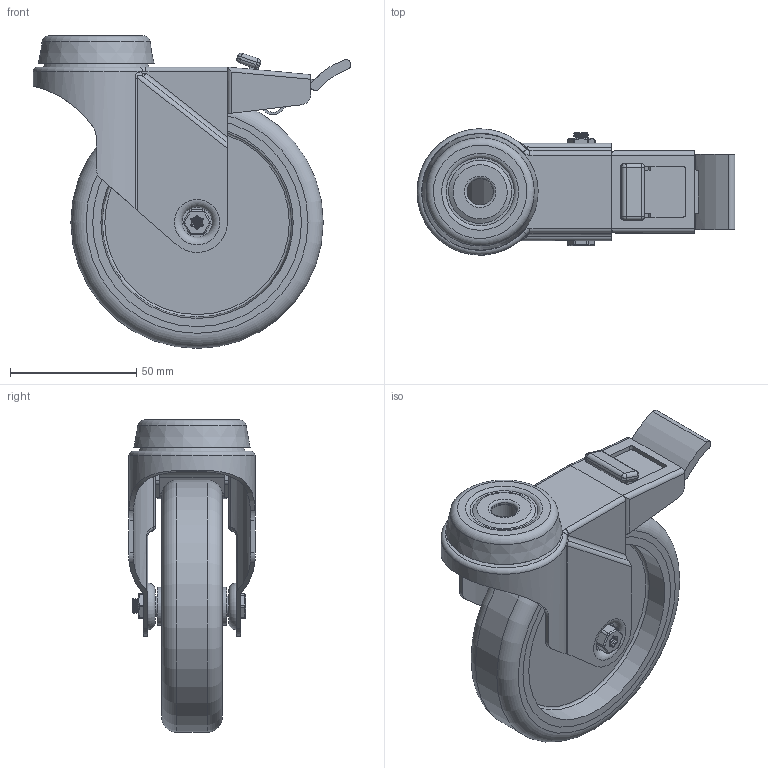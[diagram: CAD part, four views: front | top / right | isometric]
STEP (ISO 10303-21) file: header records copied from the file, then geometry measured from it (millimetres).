
FILE_DESCRIPTION(/* description */ ('','CAx-IF Rec.Pracs.---Representation and Presentation of Product Manufacturing Information (PMI)---4.0---2014-10-13'),/* implementation_level */ '2;1');
FILE_NAME(/* name */ 'BZRA100VGRBH10SWB.step',/* time_stamp */ '2025-03-07T15:20:42Z',/* author */ (''),/* organization */ (''),/* preprocessor_version */ 'ST-DEVELOPER v20',/* originating_system */ 'Autodesk Translation Framework v13.20.0.188',/* authorisation */ '');
FILE_SCHEMA (('AP242_MANAGED_MODEL_BASED_3D_ENGINEERING_MIM_LF { 1 0 10303 442 1 1 4 }'));
Length unit declared in the file: millimetre
Products named in the file (16): BZRA100VGRBH10SWB; BZRA100ASBH10SWB v1; ZINC PLATED PRESSED STEEL HEAD; ZINC PLATED PRESSED STEEL FORKS; ZINC PLATED PRESSED STEEL BRAKE; NYLON BRAKE PEDAL; BRAKE PAD; BZL100WVGR8 v1; THERMOPLASTIC RUBBER TYRE; POLYPROPYLENE RIM; TUBEM8X30 v1; ZINC PLATED AXLE TUBE; BOLTBZRA6MM v2; ZINC PLATED AXLE BOLT; NM6GR8HALFGR8 v1; ZINC PLATED LOCKING NUT
Assembly tree (15 placements, depth 3):
  BZRA100VGRBH10SWB
    BZRA100ASBH10SWB v1
      ZINC PLATED PRESSED STEEL HEAD
      ZINC PLATED PRESSED STEEL FORKS
      ZINC PLATED PRESSED STEEL BRAKE
      NYLON BRAKE PEDAL
      BRAKE PAD
    BZL100WVGR8 v1
      THERMOPLASTIC RUBBER TYRE
      POLYPROPYLENE RIM
    TUBEM8X30 v1
      ZINC PLATED AXLE TUBE
    BOLTBZRA6MM v2
      ZINC PLATED AXLE BOLT
    NM6GR8HALFGR8 v1
      ZINC PLATED LOCKING NUT
Bounding box: 126 x 50 x 124 mm (x, y, z)
Volume: 148467.2 mm3; surface area: 84297.7 mm2
Topology: 10 solids, 10 shells, 473 faces, 1193 edges, 748 vertices
Faces by surface type: plane 201, cylinder 152, bspline 48, torus 38, cone 22, sphere 12
Full cylindrical faces by diameter (mm): 4.744 x2, 5.884 x4, 6 x2, 6.3 x1, 6.4 x1, 7.95 x1, 8 x1, 8.2 x1, 8.3 x1, 10.5 x1, 10.561 x1, 14.761 x1, 15 x2, 18 x1, 30 x1, 39 x1, 82.75 x2, 100 x1
Entity records: 25041 total; most frequent: CARTESIAN_POINT 13294, DIRECTION 2417, ORIENTED_EDGE 2366, EDGE_CURVE 1183, AXIS2_PLACEMENT_3D 923, VERTEX_POINT 748, LINE 571, VECTOR 571
